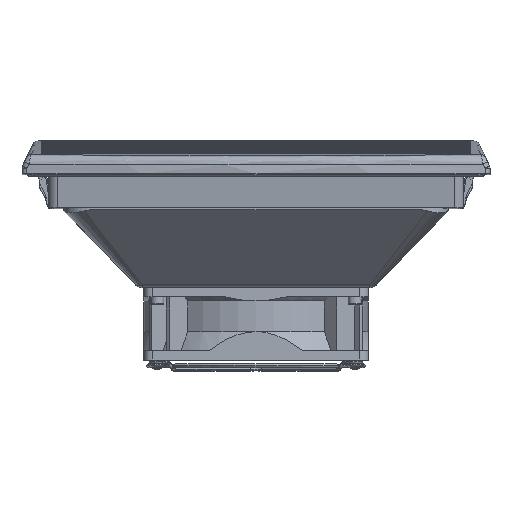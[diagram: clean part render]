
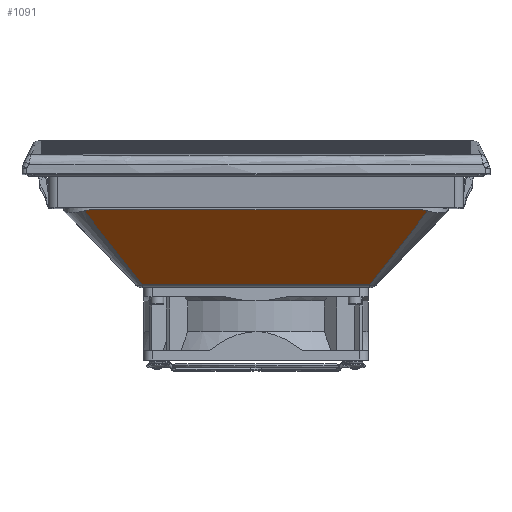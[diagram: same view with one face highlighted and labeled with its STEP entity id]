
A CAD part, top view. The second image highlights one B-rep face of the part: STEP entity #1091.
In plain terms, the highlighted planar face has unit normal (0, -0.72, 0.694).
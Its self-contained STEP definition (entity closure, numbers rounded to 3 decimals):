
#1091=ADVANCED_FACE('',(#3715),#3716,.T.);
#3715=FACE_OUTER_BOUND('',#7649,.T.);
#3716=PLANE('',#7650);
#7649=EDGE_LOOP('',(#17156,#17157,#17158,#17159,#17160,#17161));
#7650=AXIS2_PLACEMENT_3D('',#17162,#17163,#17164);
#17156=ORIENTED_EDGE('',*,*,#26428,.T.);
#17157=ORIENTED_EDGE('',*,*,#26429,.T.);
#17158=ORIENTED_EDGE('',*,*,#26430,.F.);
#17159=ORIENTED_EDGE('',*,*,#26431,.T.);
#17160=ORIENTED_EDGE('',*,*,#26411,.F.);
#17161=ORIENTED_EDGE('',*,*,#25747,.F.);
#17162=CARTESIAN_POINT('',(0.0,-39.4,83.75));
#17163=DIRECTION('',(0.0,-0.72,0.694));
#17164=DIRECTION('',(-1.0,0.0,0.0));
#25747=EDGE_CURVE('',#31980,#31961,#31983,.T.);
#26411=EDGE_CURVE('',#31961,#33163,#33164,.T.);
#26428=EDGE_CURVE('',#31980,#33190,#33192,.T.);
#26429=EDGE_CURVE('',#33190,#33193,#33194,.T.);
#26430=EDGE_CURVE('',#33195,#33193,#33196,.T.);
#26431=EDGE_CURVE('',#33195,#33163,#33197,.T.);
#31961=VERTEX_POINT('',#44025);
#31980=VERTEX_POINT('',#44064);
#31983=LINE('',#44073,#44074);
#33163=VERTEX_POINT('',#46345);
#33164=LINE('',#46346,#46347);
#33190=VERTEX_POINT('',#46414);
#33192=LINE('',#46423,#46424);
#33193=VERTEX_POINT('',#46425);
#33194=B_SPLINE_CURVE_WITH_KNOTS('',3,(#46426,#46427,#46428,#46429),.UNSPECIFIED.,.F.,.F.,(4,4),(0.0,1.0),.UNSPECIFIED.);
#33195=VERTEX_POINT('',#46430);
#33196=LINE('',#46431,#46432);
#33197=B_SPLINE_CURVE_WITH_KNOTS('',3,(#46433,#46434,#46435,#46436),.UNSPECIFIED.,.F.,.F.,(4,4),(0.0,1.0),.UNSPECIFIED.);
#44025=CARTESIAN_POINT('',(-60.323,-58.498,63.953));
#44064=CARTESIAN_POINT('',(60.323,-58.498,63.953));
#44073=CARTESIAN_POINT('',(60.323,-58.498,63.953));
#44074=VECTOR('',#54123,120.646);
#46345=CARTESIAN_POINT('',(-90.978,-19.418,104.463));
#46346=CARTESIAN_POINT('',(-60.323,-58.498,63.953));
#46347=VECTOR('',#54843,64.094);
#46414=CARTESIAN_POINT('',(90.978,-19.418,104.463));
#46423=CARTESIAN_POINT('',(60.323,-58.498,63.953));
#46424=VECTOR('',#54852,64.094);
#46425=CARTESIAN_POINT('',(87.0,-18.9,105.0));
#46426=CARTESIAN_POINT('',(90.978,-19.418,104.463));
#46427=CARTESIAN_POINT('',(89.696,-19.078,104.815));
#46428=CARTESIAN_POINT('',(88.372,-18.9,105.0));
#46429=CARTESIAN_POINT('',(87.0,-18.9,105.0));
#46430=CARTESIAN_POINT('',(-87.0,-18.9,105.0));
#46431=CARTESIAN_POINT('',(-87.0,-18.9,105.0));
#46432=VECTOR('',#54853,174.0);
#46433=CARTESIAN_POINT('',(-87.0,-18.9,105.0));
#46434=CARTESIAN_POINT('',(-88.372,-18.9,105.0));
#46435=CARTESIAN_POINT('',(-89.696,-19.078,104.815));
#46436=CARTESIAN_POINT('',(-90.978,-19.418,104.463));
#54123=DIRECTION('',(-1.,0.,0.));
#54843=DIRECTION('',(-0.478,0.61,0.632));
#54852=DIRECTION('',(0.478,0.61,0.632));
#54853=DIRECTION('',(1.0,0.0,0.0));
